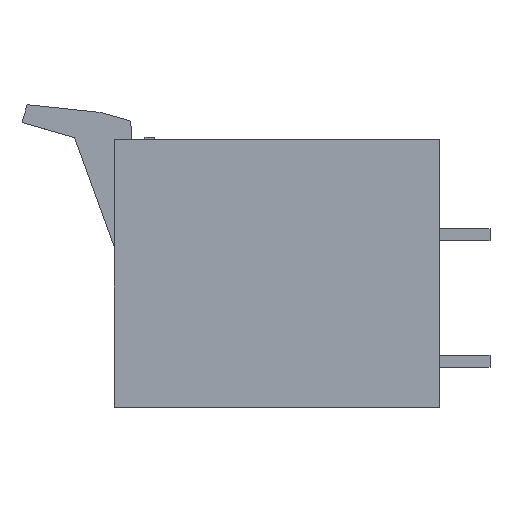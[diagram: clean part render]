
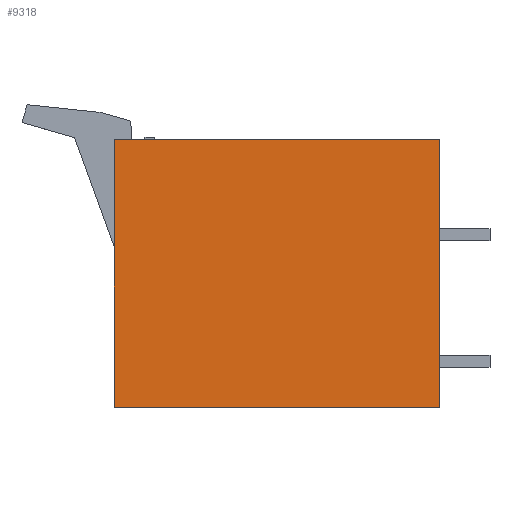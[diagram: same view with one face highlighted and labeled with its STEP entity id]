
A CAD part, left-side view. The second image highlights one B-rep face of the part: STEP entity #9318.
In plain terms, the highlighted planar face has unit normal (-1, 0, 0).
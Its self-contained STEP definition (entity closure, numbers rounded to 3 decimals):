
#9282=AXIS2_PLACEMENT_3D('Plane Axis2P3D',#9279,#9280,#9281) ;
#9279=CARTESIAN_POINT('Axis2P3D Location',(0.,0.,0.)) ;
#9284=CARTESIAN_POINT('Line Origine',(0.,5.,13.225)) ;
#9288=CARTESIAN_POINT('Vertex',(0.,5.,0.)) ;
#9290=CARTESIAN_POINT('Vertex',(0.,5.,26.45)) ;
#9293=CARTESIAN_POINT('Line Origine',(0.,21.065,26.45)) ;
#9297=CARTESIAN_POINT('Vertex',(0.,37.13,26.45)) ;
#9300=CARTESIAN_POINT('Line Origine',(0.,37.13,13.225)) ;
#9304=CARTESIAN_POINT('Vertex',(0.,37.13,0.)) ;
#9307=CARTESIAN_POINT('Line Origine',(0.,21.065,0.)) ;
#9280=DIRECTION('Axis2P3D Direction',(-1.,0.,0.)) ;
#9281=DIRECTION('Axis2P3D XDirection',(0.,-1.,0.)) ;
#9285=DIRECTION('Vector Direction',(0.,0.,1.)) ;
#9294=DIRECTION('Vector Direction',(0.,1.,0.)) ;
#9301=DIRECTION('Vector Direction',(0.,0.,-1.)) ;
#9308=DIRECTION('Vector Direction',(0.,-1.,0.)) ;
#9286=VECTOR('Line Direction',#9285,1.) ;
#9295=VECTOR('Line Direction',#9294,1.) ;
#9302=VECTOR('Line Direction',#9301,1.) ;
#9309=VECTOR('Line Direction',#9308,1.) ;
#9313=ORIENTED_EDGE('',*,*,#9292,.T.) ;
#9314=ORIENTED_EDGE('',*,*,#9299,.T.) ;
#9315=ORIENTED_EDGE('',*,*,#9306,.T.) ;
#9316=ORIENTED_EDGE('',*,*,#9311,.T.) ;
#9318=ADVANCED_FACE('HOUSING',(#9317),#9283,.T.) ;
#9292=EDGE_CURVE('',#9289,#9291,#9287,.T.) ;
#9299=EDGE_CURVE('',#9291,#9298,#9296,.T.) ;
#9306=EDGE_CURVE('',#9298,#9305,#9303,.T.) ;
#9311=EDGE_CURVE('',#9305,#9289,#9310,.T.) ;
#9312=EDGE_LOOP('',(#9313,#9314,#9315,#9316)) ;
#9317=FACE_OUTER_BOUND('',#9312,.T.) ;
#9287=LINE('Line',#9284,#9286) ;
#9296=LINE('Line',#9293,#9295) ;
#9303=LINE('Line',#9300,#9302) ;
#9310=LINE('Line',#9307,#9309) ;
#9283=PLANE('',#9282) ;
#9289=VERTEX_POINT('',#9288) ;
#9291=VERTEX_POINT('',#9290) ;
#9298=VERTEX_POINT('',#9297) ;
#9305=VERTEX_POINT('',#9304) ;
